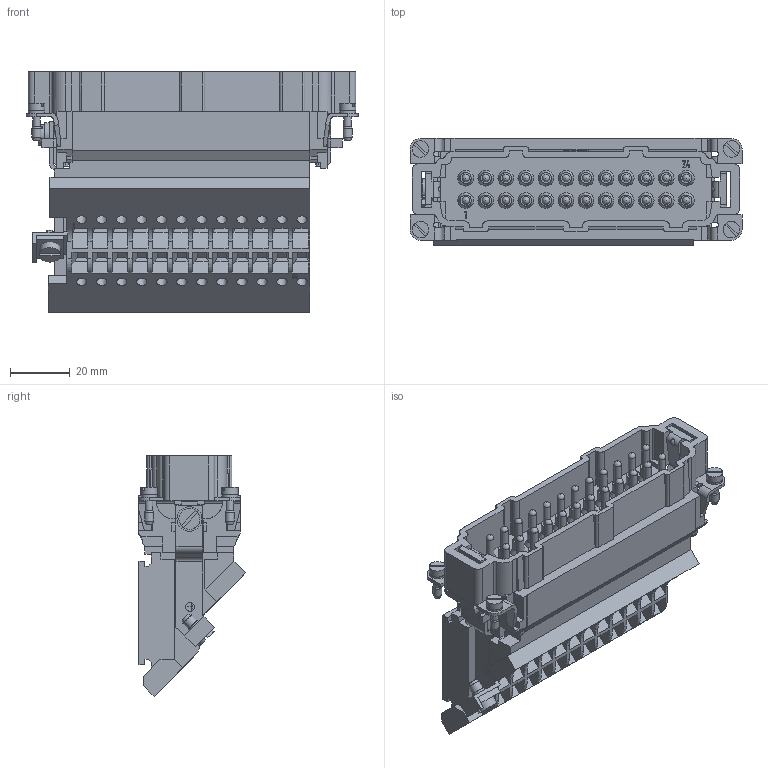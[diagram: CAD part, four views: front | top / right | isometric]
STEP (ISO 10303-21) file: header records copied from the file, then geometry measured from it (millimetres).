
FILE_DESCRIPTION(/* description */ (''),/* implementation_level */ '2;1');
FILE_NAME(/* name */ '100803303ugm000_b.stp',/* time_stamp */ '2019-08-20T08:00:32+02:00',/* author */ (''),/* organization */ (''),/* preprocessor_version */ 'ST-DEVELOPER v16.7',/* originating_system */ 'SIEMENS PLM Software NX 12.0',/* authorisation */ '');
FILE_SCHEMA (('AUTOMOTIVE_DESIGN { 1 0 10303 214 3 1 1 1 }'));
Length unit declared in the file: millimetre
Products named in the file (1): 100803303ugm000_b
Bounding box: 111 x 35.73 x 80.53 mm (x, y, z)
Volume: 147923.8 mm3; surface area: 39881.1 mm2
Topology: 1 solids, 2 shells, 1297 faces, 3688 edges, 2563 vertices
Faces by surface type: plane 976, cylinder 236, cone 33, sphere 28, extrusion 24
Full cylindrical faces by diameter (mm): 0.911 x1, 1.077 x1, 2.3 x2, 2.45 x2, 2.5 x28, 2.925 x1, 3 x5, 3.242 x1, 3.5 x24, 3.7 x24, 4 x1, 4.35 x1, 5.34 x4, 5.5 x4, 7 x2, 8.3 x1
Entity records: 49743 total; most frequent: CARTESIAN_POINT 7670, ORIENTED_EDGE 6616, DIRECTION 6510, EDGE_CURVE 3308, VECTOR 2712, LINE 2688, VERTEX_POINT 2284, AXIS2_PLACEMENT_3D 1899
